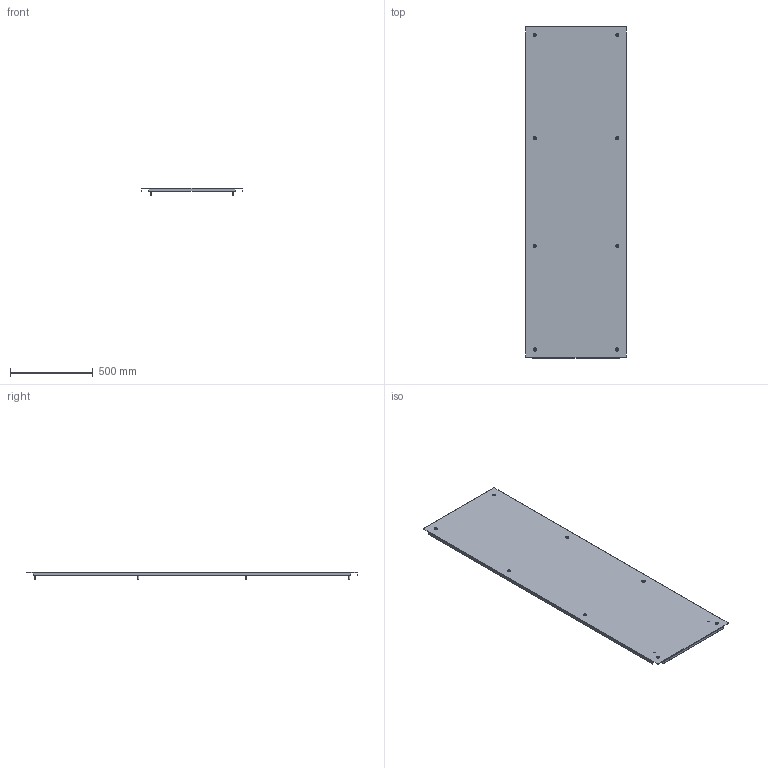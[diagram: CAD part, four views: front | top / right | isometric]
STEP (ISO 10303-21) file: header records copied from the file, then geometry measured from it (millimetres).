
FILE_DESCRIPTION (( 'STEP AP214' ), '1' );
FILE_NAME ('PR600 Ïàíåëü çàäíÿÿ_èçâ0130_10.20.step', '2020-11-05T18:42:57', ( '' ), ( '' ), 'SwSTEP 2.0', 'SolidWorks 2019', '' );
FILE_SCHEMA (( 'AUTOMOTIVE_DESIGN' ));
Length unit declared in the file: millimetre
Products named in the file (16): Øïèëüêà Ì6õ12; Âèíò Ì6 DIN 7985; PR600 Ïàíåëü çàäíÿÿ_èçâ0130_10.20; AVT004.14.00.01 Ïàíåëü çàäíÿÿ_èçâ0130_10.20_00; Âèíò Ì6 DIN 7985_6å40; AVT004.14.00.01 Ïàíåëü çàäíÿÿ_èçâ0130_10.20; AVT004.14.00.00 Ïàíåëü çàäíÿÿ_èçâ0130_10.20_00; Øïèëüêà Ì6õ12_00
Assembly tree (12 placements, depth 3):
  Øïèëüêà Ì6õ12
  Âèíò Ì6 DIN 7985
  PR600 Ïàíåëü çàäíÿÿ_èçâ0130_10.20
    AVT004.14.00.00 Ïàíåëü çàäíÿÿ_èçâ0130_10.20_00
      AVT004.14.00.01 Ïàíåëü çàäíÿÿ_èçâ0130_10.20_00
      Øïèëüêà Ì6õ12_00  x2
    Âèíò Ì6 DIN 7985_6å40  x8
  Âèíò Ì6 DIN 7985
  Âèíò Ì6 DIN 7985
Bounding box: 609 x 2003 x 44.59 mm (x, y, z)
Volume: 1956789.4 mm3; surface area: 2609867.1 mm2
Topology: 11 solids, 11 shells, 356 faces, 842 edges, 538 vertices
Faces by surface type: plane 186, cylinder 70, torus 64, cone 20, sphere 16
Entity records: 5619 total; most frequent: DIRECTION 1074, CARTESIAN_POINT 872, ORIENTED_EDGE 828, AXIS2_PLACEMENT_3D 460, EDGE_CURVE 414, CIRCLE 260, VERTEX_POINT 258, EDGE_LOOP 220
